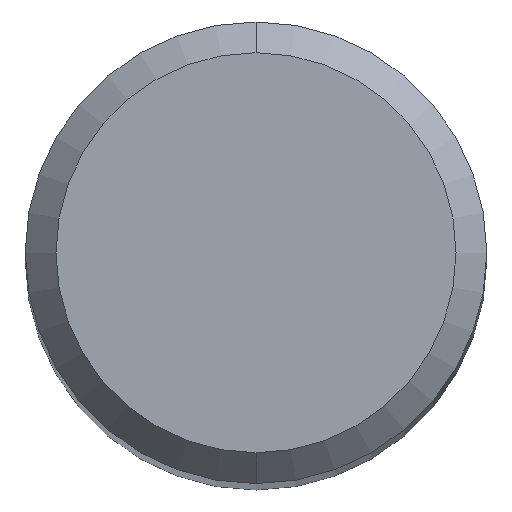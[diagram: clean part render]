
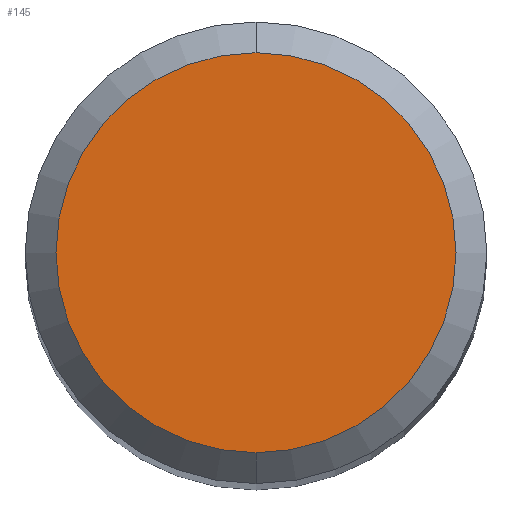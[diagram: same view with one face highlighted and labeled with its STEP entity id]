
A CAD part, top view. The second image highlights one B-rep face of the part: STEP entity #145.
In plain terms, the highlighted planar face has unit normal (0, 0, 1).
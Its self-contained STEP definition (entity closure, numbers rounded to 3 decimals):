
#105=EDGE_CURVE('',#123,#215,#257,.T.);
#123=VERTEX_POINT('',#277);
#139=EDGE_CURVE('',#215,#123,#295,.T.);
#145=ADVANCED_FACE('',(#302),#303,.T.);
#215=VERTEX_POINT('',#382);
#257=CIRCLE('',#420,2.6);
#277=CARTESIAN_POINT('',(0.0,2.6,0.0));
#295=CIRCLE('',#470,2.6);
#302=FACE_OUTER_BOUND('',#477,.T.);
#303=PLANE('',#478);
#382=CARTESIAN_POINT('',(0.,-2.6,0.0));
#420=AXIS2_PLACEMENT_3D('',#615,#616,#617);
#470=AXIS2_PLACEMENT_3D('',#662,#663,#664);
#477=EDGE_LOOP('',(#674,#675));
#478=AXIS2_PLACEMENT_3D('',#676,#677,#678);
#615=CARTESIAN_POINT('',(0.0,0.0,0.0));
#616=DIRECTION('',(0.0,0.0,-1.0));
#617=DIRECTION('',(0.0,1.0,0.0));
#662=CARTESIAN_POINT('',(0.0,0.0,0.0));
#663=DIRECTION('',(0.0,0.0,-1.0));
#664=DIRECTION('',(0.0,1.0,0.0));
#674=ORIENTED_EDGE('',*,*,#105,.F.);
#675=ORIENTED_EDGE('',*,*,#139,.F.);
#676=CARTESIAN_POINT('',(0.0,1.3,0.0));
#677=DIRECTION('',(-0.0,0.0,1.0));
#678=DIRECTION('',(0.0,-1.0,0.0));
